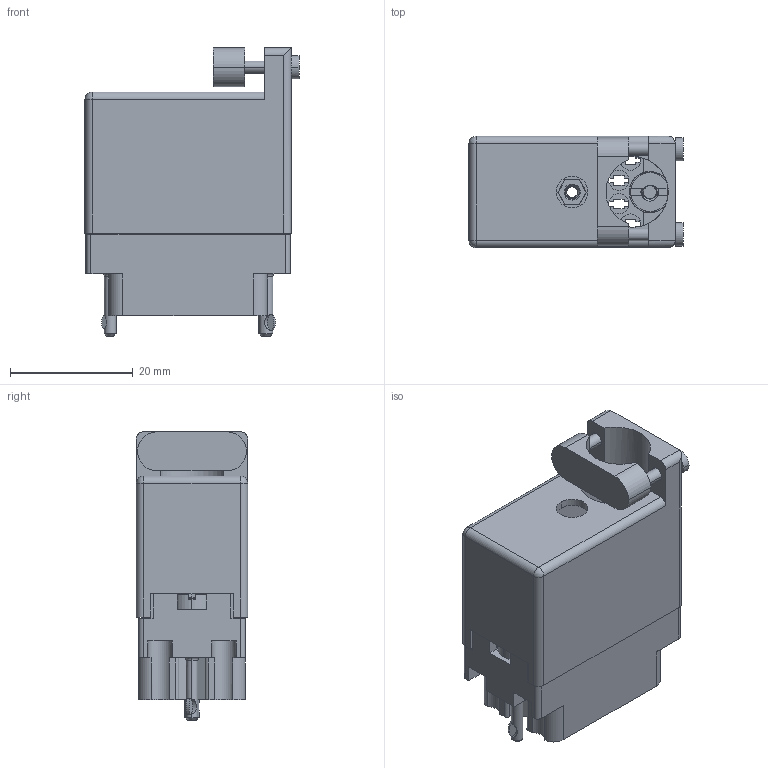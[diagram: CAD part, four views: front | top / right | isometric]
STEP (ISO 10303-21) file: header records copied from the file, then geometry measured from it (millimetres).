
FILE_DESCRIPTION (( 'STEP AP203' ), '1' );
FILE_NAME ('516-020-000-112.STEP', '2020-03-09T12:07:28', ( '' ), ( '' ), 'SwSTEP 2.0', 'SolidWorks 2016', '' );
FILE_SCHEMA (( 'CONFIG_CONTROL_DESIGN' ));
Length unit declared in the file: inch
Products named in the file (7): 516-222-020-102_021; 516-230-001_Plastic - 020 Top Entry; 516-252-021-102_020; 516-020-000-112; 516-252-025-100_516-252-025-100; 516 Plug Insulator_020; 516-222-020-102_020
Assembly tree (7 placements, depth 2):
  516-020-000-112
    516 Plug Insulator_020
    516-230-001_Plastic - 020 Top Entry
    516-252-021-102_020  x2
    516-222-020-102_020
    516-252-025-100_516-252-025-100
    516-222-020-102_021
Bounding box: 34.92 x 18.16 x 47.04 mm (x, y, z)
Volume: 8651.5 mm3; surface area: 14027.9 mm2
Topology: 7 solids, 7 shells, 918 faces, 2601 edges, 1708 vertices
Faces by surface type: plane 517, cylinder 307, cone 49, bspline 39, torus 4, sphere 2
Entity records: 36359 total; most frequent: CARTESIAN_POINT 12535, ORIENTED_EDGE 5018, DIRECTION 4655, EDGE_CURVE 2509, VERTEX_POINT 1648, VECTOR 1613, LINE 1613, AXIS2_PLACEMENT_3D 1521
